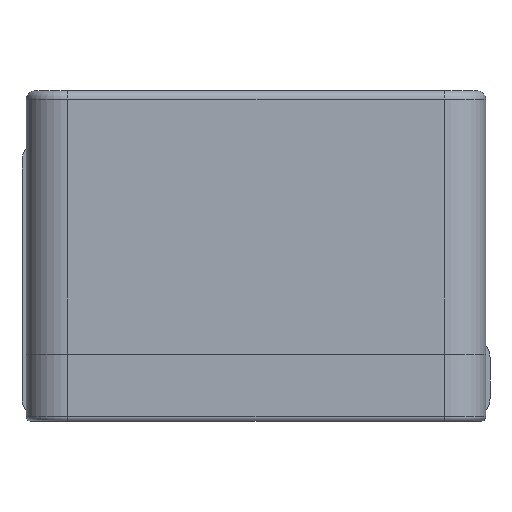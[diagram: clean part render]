
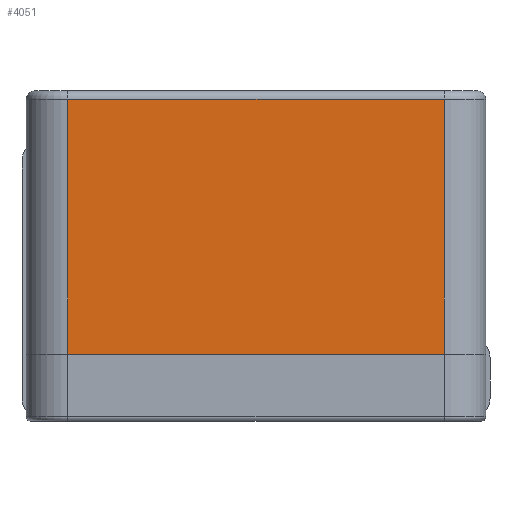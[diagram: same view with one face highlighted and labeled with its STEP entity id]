
A CAD part, left-side view. The second image highlights one B-rep face of the part: STEP entity #4051.
In plain terms, the highlighted planar face has unit normal (-1, 0, 0).
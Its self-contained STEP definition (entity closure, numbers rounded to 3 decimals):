
#251=LINE('',#5697,#538);
#252=LINE('',#5701,#539);
#253=LINE('',#5703,#540);
#254=LINE('',#5705,#541);
#538=VECTOR('',#4609,1000.);
#539=VECTOR('',#4614,1000.);
#540=VECTOR('',#4615,1000.);
#541=VECTOR('',#4616,1000.);
#873=ORIENTED_EDGE('',*,*,#1781,.T.);
#874=ORIENTED_EDGE('',*,*,#1782,.T.);
#875=ORIENTED_EDGE('',*,*,#1783,.T.);
#876=ORIENTED_EDGE('',*,*,#1779,.T.);
#1779=EDGE_CURVE('',#2233,#2232,#251,.T.);
#1781=EDGE_CURVE('',#2232,#2234,#252,.F.);
#1782=EDGE_CURVE('',#2234,#2235,#253,.F.);
#1783=EDGE_CURVE('',#2235,#2233,#254,.T.);
#2232=VERTEX_POINT('',#5696);
#2233=VERTEX_POINT('',#5698);
#2234=VERTEX_POINT('',#5702);
#2235=VERTEX_POINT('',#5704);
#2521=EDGE_LOOP('',(#873,#874,#875,#876));
#2720=FACE_BOUND('',#2521,.T.);
#2909=PLANE('',#4267);
#4051=ADVANCED_FACE('',(#2720),#2909,.F.);
#4267=AXIS2_PLACEMENT_3D('',#5700,#4612,#4613);
#4609=DIRECTION('',(0.,-1.,0.));
#4612=DIRECTION('',(1.,0.,0.));
#4613=DIRECTION('',(0.,0.,-1.));
#4614=DIRECTION('',(0.,0.,-1.));
#4615=DIRECTION('',(0.,-1.,0.));
#4616=DIRECTION('',(0.,0.,-1.));
#5696=CARTESIAN_POINT('',(-2.65,-2.25,0.));
#5697=CARTESIAN_POINT('',(-2.65,2.75,0.));
#5698=CARTESIAN_POINT('',(-2.65,2.25,0.));
#5700=CARTESIAN_POINT('',(-2.65,2.75,3.15));
#5701=CARTESIAN_POINT('',(-2.65,-2.25,3.15));
#5702=CARTESIAN_POINT('',(-2.65,-2.25,3.05));
#5703=CARTESIAN_POINT('',(-2.65,2.25,3.05));
#5704=CARTESIAN_POINT('',(-2.65,2.25,3.05));
#5705=CARTESIAN_POINT('',(-2.65,2.25,3.15));
